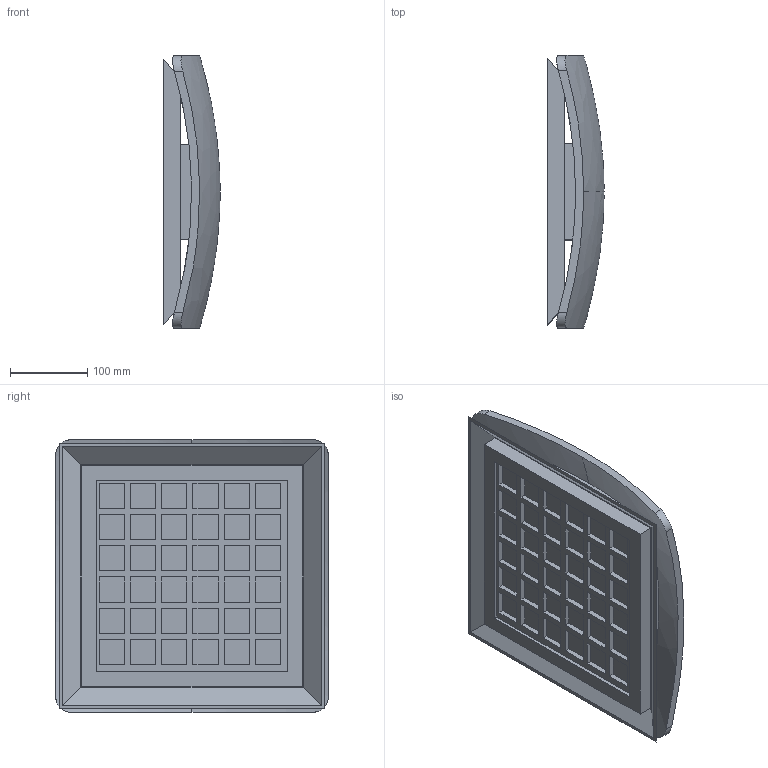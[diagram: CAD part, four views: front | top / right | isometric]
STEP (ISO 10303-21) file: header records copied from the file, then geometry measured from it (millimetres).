
FILE_DESCRIPTION (( 'STEP AP203' ), '1' );
FILE_NAME ('118600-00_Default.step', '2022-07-14T12:29:32', ( 'Windows User' ), ( '' ), 'SwSTEP 2.0', 'SolidWorks 2021', '' );
FILE_SCHEMA (( 'CONFIG_CONTROL_DESIGN' ));
Length unit declared in the file: inch
Products named in the file (1): 118600-00_Default
Bounding box: 73 x 354 x 354 mm (x, y, z)
Volume: 2727743.3 mm3; surface area: 610623.5 mm2
Topology: 1 solids, 1 shells, 229 faces, 570 edges, 378 vertices
Faces by surface type: plane 221, bspline 4, cylinder 4
Entity records: 7137 total; most frequent: CARTESIAN_POINT 1674, ORIENTED_EDGE 1132, DIRECTION 984, EDGE_CURVE 566, LINE 520, VECTOR 520, VERTEX_POINT 378, EDGE_LOOP 274
